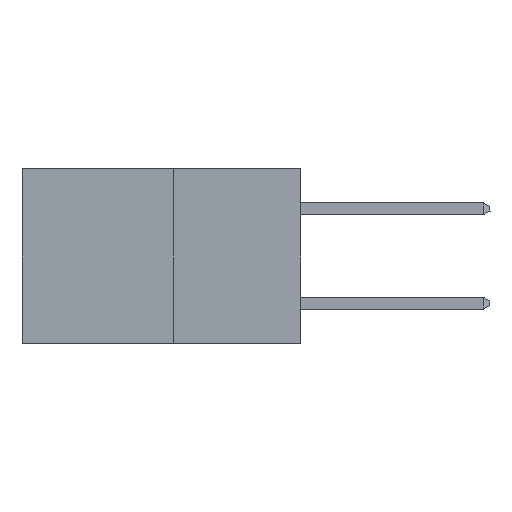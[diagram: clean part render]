
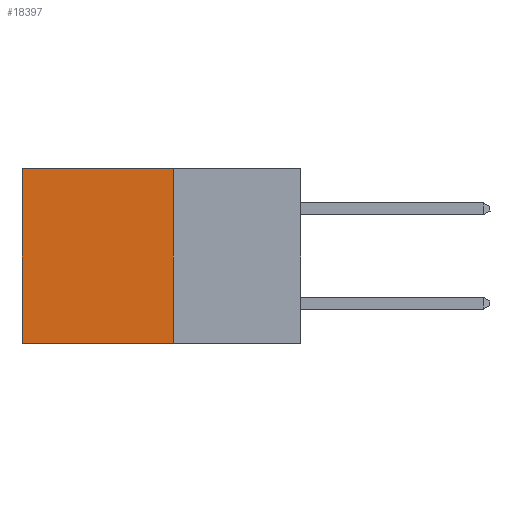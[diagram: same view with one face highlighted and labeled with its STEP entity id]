
A CAD part, left-side view. The second image highlights one B-rep face of the part: STEP entity #18397.
In plain terms, the highlighted planar face has unit normal (-1, 0, 0).
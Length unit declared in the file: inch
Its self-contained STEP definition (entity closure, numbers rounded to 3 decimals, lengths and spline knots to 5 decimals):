
#2689 = LINE ( 'NONE', #6213, #26003 ) ;
#3310 = ORIENTED_EDGE ( 'NONE', *, *, #11803, .F. ) ;
#3702 = ORIENTED_EDGE ( 'NONE', *, *, #11002, .T. ) ;
#3774 = DIRECTION ( 'NONE',  ( 0., 0., -1. ) ) ;
#3914 = DIRECTION ( 'NONE',  ( 0., 0., -1. ) ) ;
#6213 = CARTESIAN_POINT ( 'NONE',  ( 0.277, 0.27, -0.37 ) ) ;
#8058 = EDGE_CURVE ( 'NONE', #20148, #8608, #15548, .T. ) ;
#8076 = DIRECTION ( 'NONE',  ( 0., 1., 0. ) ) ;
#8442 = CARTESIAN_POINT ( 'NONE',  ( 0.277, 0.27, -0.37 ) ) ;
#8608 = VERTEX_POINT ( 'NONE', #23493 ) ;
#9493 = FACE_OUTER_BOUND ( 'NONE', #18382, .T. ) ;
#11002 = EDGE_CURVE ( 'NONE', #26183, #20148, #16368, .T. ) ;
#11803 = EDGE_CURVE ( 'NONE', #13662, #8608, #23360, .T. ) ;
#13148 = ORIENTED_EDGE ( 'NONE', *, *, #23696, .F. ) ;
#13662 = VERTEX_POINT ( 'NONE', #21181 ) ;
#15548 = LINE ( 'NONE', #17347, #27405 ) ;
#16368 = LINE ( 'NONE', #25489, #27510 ) ;
#16599 = DIRECTION ( 'NONE',  ( 0., 1., 0. ) ) ;
#17047 = CARTESIAN_POINT ( 'NONE',  ( 0.277, 0.27, -0.37 ) ) ;
#17347 = CARTESIAN_POINT ( 'NONE',  ( 0.277, 0.59, -0.37 ) ) ;
#17409 = VECTOR ( 'NONE', #8076, 39.37008 ) ;
#17483 = DIRECTION ( 'NONE',  ( 0., 0., -1. ) ) ;
#17499 = DIRECTION ( 'NONE',  ( 1., 0., 0. ) ) ;
#18382 = EDGE_LOOP ( 'NONE', ( #23332, #3310, #13148, #3702 ) ) ;
#18397 = ADVANCED_FACE ( 'NONE', ( #9493 ), #28555, .F. ) ;
#20148 = VERTEX_POINT ( 'NONE', #23187 ) ;
#21181 = CARTESIAN_POINT ( 'NONE',  ( 0.277, 0.27, -0.37 ) ) ;
#23187 = CARTESIAN_POINT ( 'NONE',  ( 0.277, 0.59, 0. ) ) ;
#23332 = ORIENTED_EDGE ( 'NONE', *, *, #8058, .T. ) ;
#23360 = LINE ( 'NONE', #17047, #17409 ) ;
#23493 = CARTESIAN_POINT ( 'NONE',  ( 0.277, 0.59, -0.37 ) ) ;
#23696 = EDGE_CURVE ( 'NONE', #26183, #13662, #2689, .T. ) ;
#25489 = CARTESIAN_POINT ( 'NONE',  ( 0.277, 0.27, 0. ) ) ;
#25709 = AXIS2_PLACEMENT_3D ( 'NONE', #8442, #17499, #3914 ) ;
#26003 = VECTOR ( 'NONE', #17483, 39.37008 ) ;
#26183 = VERTEX_POINT ( 'NONE', #27872 ) ;
#27405 = VECTOR ( 'NONE', #3774, 39.37008 ) ;
#27510 = VECTOR ( 'NONE', #16599, 39.37008 ) ;
#27872 = CARTESIAN_POINT ( 'NONE',  ( 0.277, 0.27, 0. ) ) ;
#28555 = PLANE ( 'NONE',  #25709 ) ;
